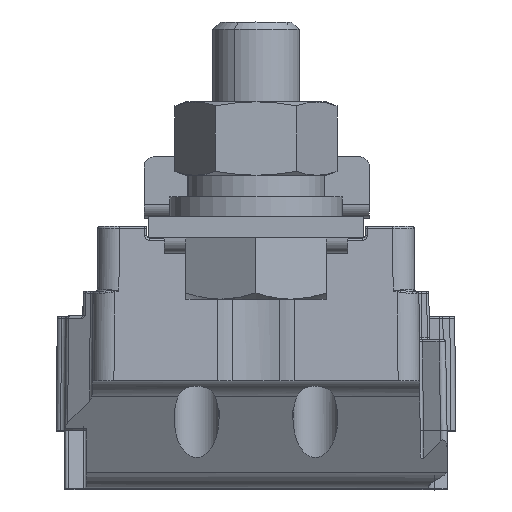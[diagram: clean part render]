
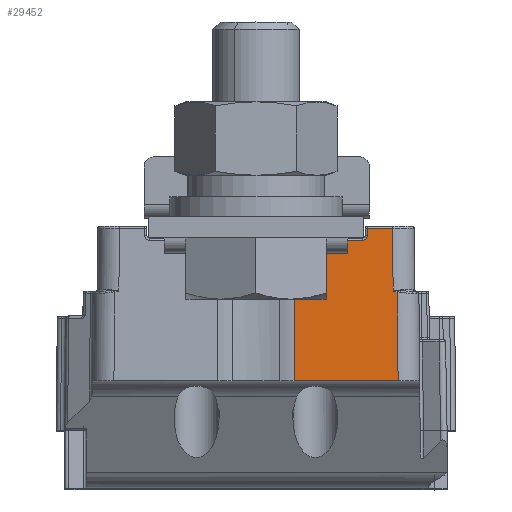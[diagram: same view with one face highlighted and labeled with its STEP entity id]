
A CAD part, top view. The second image highlights one B-rep face of the part: STEP entity #29452.
In plain terms, the highlighted face is planar.
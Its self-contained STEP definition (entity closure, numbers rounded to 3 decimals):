
#8518=DIRECTION('',(-1.,0.,0.017));
#8519=VECTOR('',#8518,0.7);
#8520=CARTESIAN_POINT('',(18.128,-10.3,42.254));
#8521=LINE('',#8520,#8519);
#8589=DIRECTION('',(0.,1.,0.));
#8590=VECTOR('',#8589,2.35);
#8591=CARTESIAN_POINT('',(18.128,-12.65,42.254));
#8592=LINE('',#8591,#8590);
#8626=DIRECTION('',(-1.,-0.009,0.017));
#8627=VECTOR('',#8626,5.805);
#8628=CARTESIAN_POINT('',(18.128,-12.65,42.254));
#8629=LINE('',#8628,#8627);
#8630=CARTESIAN_POINT('',(12.324,-12.7,42.355));
#8631=CARTESIAN_POINT('',(12.305,-12.822,42.355));
#8632=CARTESIAN_POINT('',(12.284,-12.942,42.356));
#8633=CARTESIAN_POINT('',(12.261,-13.06,42.356));
#8635=CARTESIAN_POINT('',(12.261,-13.06,42.356));
#8636=CARTESIAN_POINT('',(12.259,-13.069,42.356));
#8637=CARTESIAN_POINT('',(12.257,-13.079,42.356));
#8638=CARTESIAN_POINT('',(12.255,-13.088,42.356));
#8640=DIRECTION('',(-1.,-0.009,0.017));
#8641=VECTOR('',#8640,8.233);
#8642=CARTESIAN_POINT('',(12.255,-13.088,42.356));
#8643=LINE('',#8642,#8641);
#8644=CARTESIAN_POINT('',(14.328,-5.438,42.32));
#8645=CARTESIAN_POINT('',(14.328,-5.498,42.32));
#8646=CARTESIAN_POINT('',(14.34,-5.589,42.32));
#8647=CARTESIAN_POINT('',(14.381,-5.704,42.319));
#8648=CARTESIAN_POINT('',(14.425,-5.782,42.318));
#8649=CARTESIAN_POINT('',(14.481,-5.851,42.317));
#8650=CARTESIAN_POINT('',(14.549,-5.906,42.316));
#8651=CARTESIAN_POINT('',(14.63,-5.944,42.315));
#8652=CARTESIAN_POINT('',(14.69,-5.954,42.314));
#8653=CARTESIAN_POINT('',(14.721,-5.954,42.313));
#8655=CARTESIAN_POINT('',(17.028,-9.9,42.273));
#8656=CARTESIAN_POINT('',(17.028,-9.956,42.273));
#8657=CARTESIAN_POINT('',(17.049,-10.058,42.273));
#8658=CARTESIAN_POINT('',(17.137,-10.19,42.271));
#8659=CARTESIAN_POINT('',(17.27,-10.278,42.269));
#8660=CARTESIAN_POINT('',(17.372,-10.3,42.267));
#8661=CARTESIAN_POINT('',(17.428,-10.3,42.266));
#8923=DIRECTION('',(-1.,0.008,0.017));
#8924=VECTOR('',#8923,2.307);
#8925=CARTESIAN_POINT('',(17.028,-5.973,42.273));
#8926=LINE('',#8925,#8924);
#8937=DIRECTION('',(0.,1.,0.));
#8938=VECTOR('',#8937,3.927);
#8939=CARTESIAN_POINT('',(17.028,-9.9,42.273));
#8940=LINE('',#8939,#8938);
#9005=DIRECTION('',(0.,1.,0.));
#9006=VECTOR('',#9005,1.912);
#9007=CARTESIAN_POINT('',(14.328,-5.438,42.32));
#9008=LINE('',#9007,#9006);
#9030=DIRECTION('',(-1.,0.,0.017));
#9031=VECTOR('',#9030,10.305);
#9032=CARTESIAN_POINT('',(14.328,-3.526,42.32));
#9033=LINE('',#9032,#9031);
#17421=DIRECTION('',(0.,-1.,0.));
#17422=VECTOR('',#17421,9.634);
#17423=CARTESIAN_POINT('',(4.024,-3.526,
42.5));
#17424=LINE('',#17423,#17422);
#20411=CARTESIAN_POINT('',(17.428,-10.3,42.266));
#20412=VERTEX_POINT('',#20411);
#20413=VERTEX_POINT('',#8655);
#20416=CARTESIAN_POINT('',(18.128,-10.3,42.254));
#20417=VERTEX_POINT('',#20416);
#20438=CARTESIAN_POINT('',(18.128,-12.65,
42.254));
#20440=VERTEX_POINT('',#20438);
#20442=CARTESIAN_POINT('',(12.324,-12.7,
42.355));
#20443=VERTEX_POINT('',#20442);
#20444=VERTEX_POINT('',#8633);
#20445=VERTEX_POINT('',#8638);
#20446=CARTESIAN_POINT('',(4.024,-13.16,
42.5));
#20447=VERTEX_POINT('',#20446);
#20448=CARTESIAN_POINT('',(4.024,-3.526,
42.5));
#20449=VERTEX_POINT('',#20448);
#20450=CARTESIAN_POINT('',(14.328,-3.526,
42.32));
#20451=VERTEX_POINT('',#20450);
#20452=CARTESIAN_POINT('',(14.328,-5.438,
42.32));
#20453=VERTEX_POINT('',#20452);
#20454=VERTEX_POINT('',#8653);
#20455=CARTESIAN_POINT('',(17.028,-5.973,
42.273));
#20456=VERTEX_POINT('',#20455);
#29422=CARTESIAN_POINT('',(4.024,0.,42.5));
#29423=DIRECTION('',(0.017,0.,1.));
#29424=DIRECTION('',(1.,0.,-0.017));
#29425=AXIS2_PLACEMENT_3D('',#29422,#29423,#29424);
#29426=PLANE('',#29425);
#29427=ORIENTED_EDGE('',*,*,#29107,.F.);
#29428=ORIENTED_EDGE('',*,*,#29371,.F.);
#29430=ORIENTED_EDGE('',*,*,#29429,.T.);
#29432=ORIENTED_EDGE('',*,*,#29431,.T.);
#29434=ORIENTED_EDGE('',*,*,#29433,.T.);
#29436=ORIENTED_EDGE('',*,*,#29435,.T.);
#29438=ORIENTED_EDGE('',*,*,#29437,.F.);
#29440=ORIENTED_EDGE('',*,*,#29439,.F.);
#29442=ORIENTED_EDGE('',*,*,#29441,.F.);
#29444=ORIENTED_EDGE('',*,*,#29443,.T.);
#29446=ORIENTED_EDGE('',*,*,#29445,.F.);
#29448=ORIENTED_EDGE('',*,*,#29447,.F.);
#29449=ORIENTED_EDGE('',*,*,#29083,.T.);
#29450=EDGE_LOOP('',(#29427,#29428,#29430,#29432,#29434,#29436,#29438,#29440,
#29442,#29444,#29446,#29448,#29449));
#29451=FACE_OUTER_BOUND('',#29450,.F.);
#8634=B_SPLINE_CURVE_WITH_KNOTS('',3,(#8630,#8631,#8632,#8633),.UNSPECIFIED.,
.F.,.F.,(4,4),(0.,1.),.UNSPECIFIED.);
#8639=B_SPLINE_CURVE_WITH_KNOTS('',3,(#8635,#8636,#8637,#8638),.UNSPECIFIED.,
.F.,.F.,(4,4),(0.,1.),.UNSPECIFIED.);
#8654=B_SPLINE_CURVE_WITH_KNOTS('',3,(#8644,#8645,#8646,#8647,#8648,#8649,#8650,
#8651,#8652,#8653),.UNSPECIFIED.,.F.,.F.,(4,1,1,1,1,1,1,4),(0.,
0.263,0.395,0.527,0.645,
0.763,0.882,1.),.UNSPECIFIED.);
#8662=B_SPLINE_CURVE_WITH_KNOTS('',3,(#8655,#8656,#8657,#8658,#8659,#8660,
#8661),.UNSPECIFIED.,.F.,.F.,(4,1,1,1,4),(0.,0.25,0.5,0.75,1.),
.UNSPECIFIED.);
#29083=EDGE_CURVE('',#20413,#20412,#8662,.T.);
#29107=EDGE_CURVE('',#20417,#20412,#8521,.T.);
#29371=EDGE_CURVE('',#20440,#20417,#8592,.T.);
#29429=EDGE_CURVE('',#20440,#20443,#8629,.T.);
#29431=EDGE_CURVE('',#20443,#20444,#8634,.T.);
#29433=EDGE_CURVE('',#20444,#20445,#8639,.T.);
#29435=EDGE_CURVE('',#20445,#20447,#8643,.T.);
#29437=EDGE_CURVE('',#20449,#20447,#17424,.T.);
#29439=EDGE_CURVE('',#20451,#20449,#9033,.T.);
#29441=EDGE_CURVE('',#20453,#20451,#9008,.T.);
#29443=EDGE_CURVE('',#20453,#20454,#8654,.T.);
#29445=EDGE_CURVE('',#20456,#20454,#8926,.T.);
#29447=EDGE_CURVE('',#20413,#20456,#8940,.T.);
#29452=ADVANCED_FACE('',(#29451),#29426,.T.);
